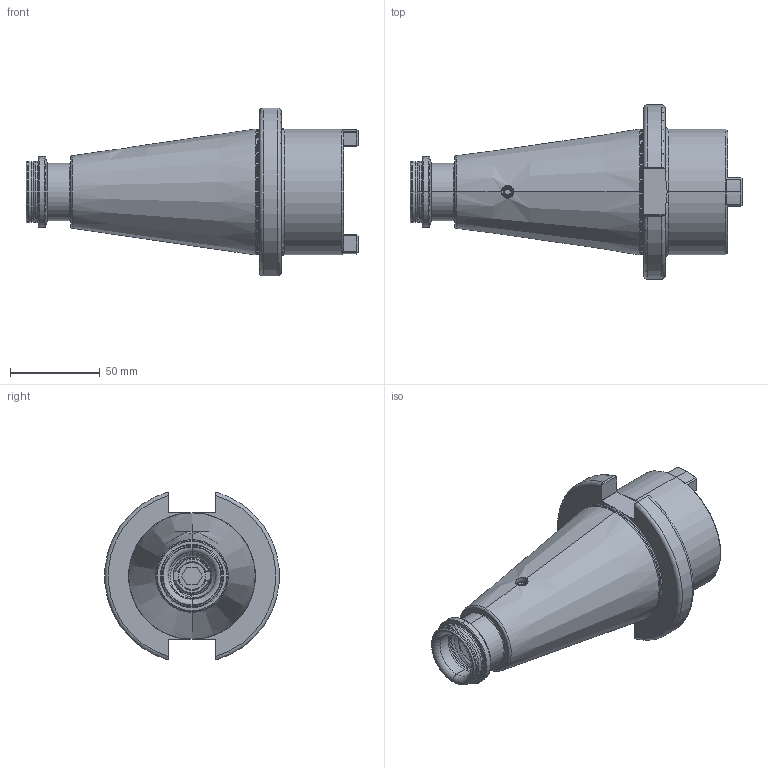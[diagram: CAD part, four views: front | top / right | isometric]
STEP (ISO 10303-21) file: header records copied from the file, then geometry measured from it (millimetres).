
FILE_DESCRIPTION (( 'STEP AP203' ), '1' );
FILE_NAME ('501.09.40.STEP', '2016-11-26T05:14:45', ( '' ), ( '' ), 'SwSTEP 2.0', 'SolidWorks 2012', '' );
FILE_SCHEMA (( 'CONFIG_CONTROL_DESIGN' ));
Length unit declared in the file: millimetre
Products named in the file (5): 501.09.40; 2-41371008AF_M24xP3_9.5L; 2-02.000.0060100C2_M6xP01-10L; 2-01130035_M16xP2-70L
Assembly tree (4 placements, depth 2):
  501.09.40
    501.09.40
    2-01130035_M16xP2-70L
    2-41371008AF_M24xP3_9.5L
    2-02.000.0060100C2_M6xP01-10L
Bounding box: 184.8 x 96.94 x 93.38 mm (x, y, z)
Volume: 399463.4 mm3; surface area: 70540.6 mm2
Topology: 4 solids, 4 shells, 383 faces, 1007 edges, 637 vertices
Faces by surface type: cylinder 175, plane 88, cone 50, torus 40, bspline 30
Entity records: 30496 total; most frequent: CARTESIAN_POINT 21679, ORIENTED_EDGE 2010, DIRECTION 1485, EDGE_CURVE 1005, VERTEX_POINT 637, AXIS2_PLACEMENT_3D 571, EDGE_LOOP 396, ADVANCED_FACE 383
